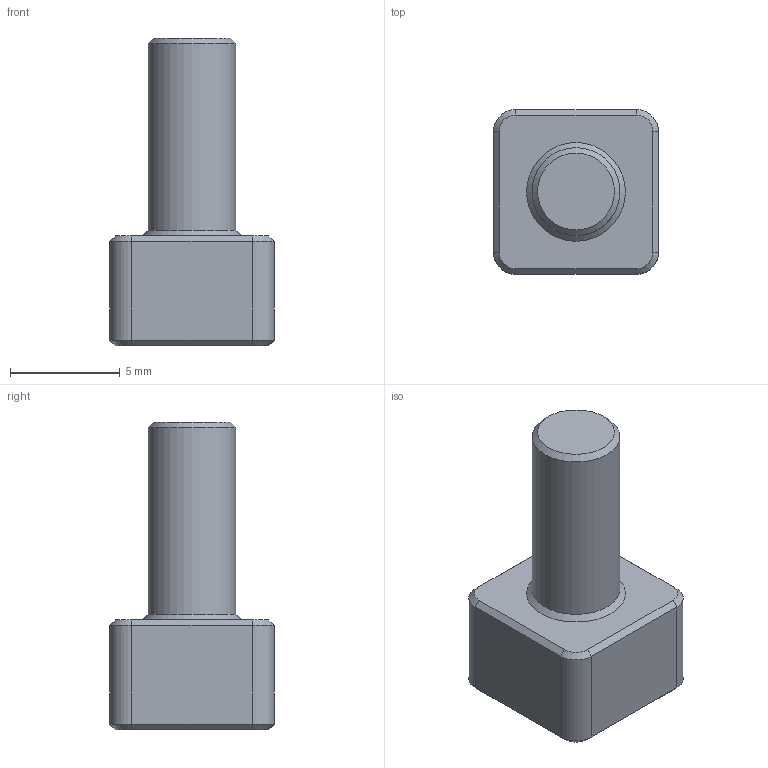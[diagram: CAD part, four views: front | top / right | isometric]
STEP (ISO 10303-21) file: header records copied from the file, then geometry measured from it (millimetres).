
FILE_DESCRIPTION(/* description */ (''),/* implementation_level */ '2;1');
FILE_NAME(/* name */ 'Angle Plate Stop.step',/* time_stamp */ '2025-04-27T11:02:26-07:00',/* author */ (''),/* organization */ (''),/* preprocessor_version */ 'ST-DEVELOPER v20.1',/* originating_system */ 'Autodesk Translation Framework v14.4.0.0',/* authorisation */ '');
FILE_SCHEMA (('AUTOMOTIVE_DESIGN { 1 0 10303 214 3 1 1 }'));
Length unit declared in the file: millimetre
Products named in the file (2): Angle Plate Stop; Angle Plate Stop_1
Assembly tree (1 placements, depth 2):
  Angle Plate Stop
    Angle Plate Stop_1
Bounding box: 7.5 x 7.5 x 14 mm (x, y, z)
Volume: 388.4 mm3; surface area: 353.2 mm2
Topology: 1 solids, 1 shells, 30 faces, 63 edges, 36 vertices
Faces by surface type: plane 15, cone 10, cylinder 5
Full cylindrical faces by diameter (mm): 4 x1
Entity records: 836 total; most frequent: DIRECTION 149, CARTESIAN_POINT 132, ORIENTED_EDGE 126, EDGE_CURVE 63, AXIS2_PLACEMENT_3D 53, LINE 43, VECTOR 43, VERTEX_POINT 36
